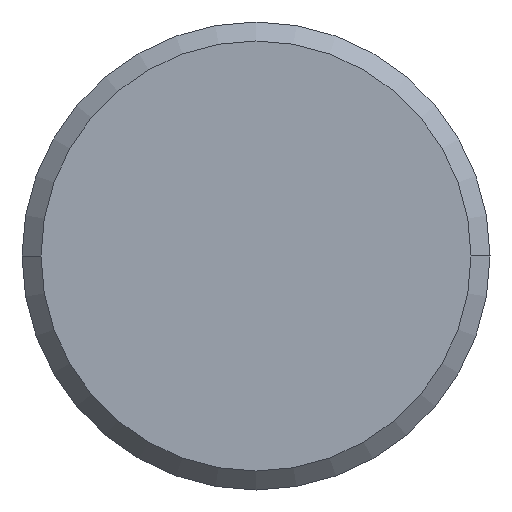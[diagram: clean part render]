
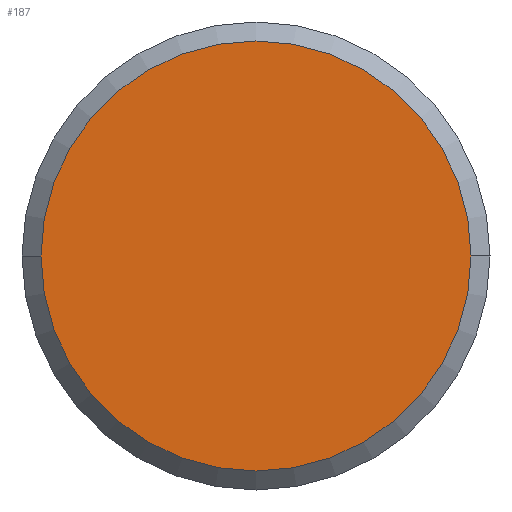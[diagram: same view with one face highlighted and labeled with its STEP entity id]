
A CAD part, front view. The second image highlights one B-rep face of the part: STEP entity #187.
In plain terms, the highlighted planar face has unit normal (0, -1, 0).
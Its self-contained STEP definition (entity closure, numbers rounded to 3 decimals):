
#187=ADVANCED_FACE('',(#524),#525,.T.);
#355=VERTEX_POINT('',#709);
#363=VERTEX_POINT('',#718);
#373=EDGE_CURVE('',#355,#363,#729,.T.);
#419=EDGE_CURVE('',#363,#355,#778,.T.);
#524=FACE_OUTER_BOUND('',#884,.T.);
#525=PLANE('',#885);
#709=CARTESIAN_POINT('',(-9.188,-27.406,0.0));
#718=CARTESIAN_POINT('',(9.188,-27.406,0.));
#729=CIRCLE('',#1198,9.188);
#778=CIRCLE('',#1305,9.188);
#884=EDGE_LOOP('',(#1497,#1498));
#885=AXIS2_PLACEMENT_3D('',#1499,#1500,#1501);
#1198=AXIS2_PLACEMENT_3D('',#1714,#1715,#1716);
#1305=AXIS2_PLACEMENT_3D('',#1759,#1760,#1761);
#1497=ORIENTED_EDGE('',*,*,#373,.F.);
#1498=ORIENTED_EDGE('',*,*,#419,.F.);
#1499=CARTESIAN_POINT('',(-4.594,-27.406,0.0));
#1500=DIRECTION('',(0.,-1.0,0.0));
#1501=DIRECTION('',(1.0,0.,0.0));
#1714=CARTESIAN_POINT('',(0.,-27.406,0.0));
#1715=DIRECTION('',(0.,1.0,0.0));
#1716=DIRECTION('',(-1.0,0.,0.0));
#1759=CARTESIAN_POINT('',(0.,-27.406,0.0));
#1760=DIRECTION('',(0.,1.0,0.0));
#1761=DIRECTION('',(-1.0,0.,0.0));
